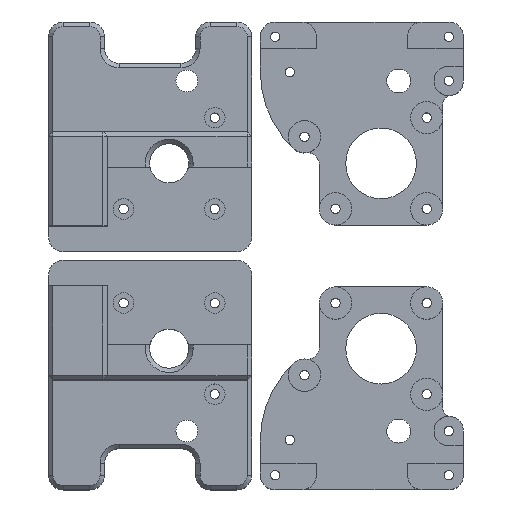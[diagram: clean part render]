
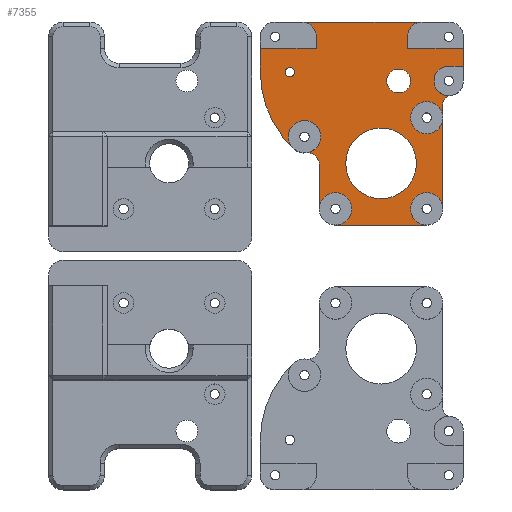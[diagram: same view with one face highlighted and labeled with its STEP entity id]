
A CAD part, top view. The second image highlights one B-rep face of the part: STEP entity #7355.
In plain terms, the highlighted face is planar.
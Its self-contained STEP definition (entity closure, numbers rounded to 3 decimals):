
#6561 = VERTEX_POINT('',#6562);
#6562 = CARTESIAN_POINT('',(83.6,8.,-3.2));
#6568 = EDGE_CURVE('',#6561,#6561,#6569,.T.);
#6569 = CIRCLE('',#6570,1.6);
#6570 = AXIS2_PLACEMENT_3D('',#6571,#6572,#6573);
#6571 = CARTESIAN_POINT('',(82.,8.,-3.2));
#6572 = DIRECTION('',(0.,0.,1.));
#6573 = DIRECTION('',(1.,0.,0.));
#6611 = VERTEX_POINT('',#6612);
#6612 = CARTESIAN_POINT('',(123.05,11.,-3.2));
#6618 = EDGE_CURVE('',#6611,#6611,#6619,.T.);
#6619 = CIRCLE('',#6620,4.05);
#6620 = AXIS2_PLACEMENT_3D('',#6621,#6622,#6623);
#6621 = CARTESIAN_POINT('',(119.,11.,-3.2));
#6622 = DIRECTION('',(0.,0.,1.));
#6623 = DIRECTION('',(1.,0.,0.));
#6736 = VERTEX_POINT('',#6737);
#6737 = CARTESIAN_POINT('',(125.,39.,-3.2));
#6743 = EDGE_CURVE('',#6736,#6736,#6744,.T.);
#6744 = CIRCLE('',#6745,12.);
#6745 = AXIS2_PLACEMENT_3D('',#6746,#6747,#6748);
#6746 = CARTESIAN_POINT('',(113.,39.,-3.2));
#6747 = DIRECTION('',(0.,0.,1.));
#6748 = DIRECTION('',(1.,0.,0.));
#6802 = VERTEX_POINT('',#6803);
#6803 = CARTESIAN_POINT('',(127.,-9.,-3.2));
#6809 = EDGE_CURVE('',#6810,#6802,#6812,.T.);
#6810 = VERTEX_POINT('',#6811);
#6811 = CARTESIAN_POINT('',(86.,-9.,-3.2));
#6812 = LINE('',#6813,#6814);
#6813 = CARTESIAN_POINT('',(77.,-9.,-3.2));
#6814 = VECTOR('',#6815,1.);
#6815 = DIRECTION('',(1.,0.,0.));
#6908 = VERTEX_POINT('',#6909);
#6909 = CARTESIAN_POINT('',(72.,0.,-3.2));
#6915 = EDGE_CURVE('',#6908,#6916,#6918,.T.);
#6916 = VERTEX_POINT('',#6917);
#6917 = CARTESIAN_POINT('',(72.,8.,-3.2));
#6918 = LINE('',#6919,#6920);
#6919 = CARTESIAN_POINT('',(72.,-4.,-3.2));
#6920 = VECTOR('',#6921,1.);
#6921 = DIRECTION('',(0.,1.,0.));
#6955 = VERTEX_POINT('',#6956);
#6956 = CARTESIAN_POINT('',(141.,6.,-3.2));
#6962 = EDGE_CURVE('',#6963,#6955,#6965,.T.);
#6963 = VERTEX_POINT('',#6964);
#6964 = CARTESIAN_POINT('',(141.,0.,-3.2));
#6965 = LINE('',#6966,#6967);
#6966 = CARTESIAN_POINT('',(141.,-4.,-3.2));
#6967 = VECTOR('',#6968,1.);
#6968 = DIRECTION('',(0.,1.,0.));
#6995 = VERTEX_POINT('',#6996);
#6996 = CARTESIAN_POINT('',(83.229,34.003,-3.2));
#7002 = EDGE_CURVE('',#6995,#6916,#7003,.T.);
#7003 = CIRCLE('',#7004,35.724);
#7004 = AXIS2_PLACEMENT_3D('',#7005,#7006,#7007);
#7005 = CARTESIAN_POINT('',(107.724,8.,-3.2));
#7006 = DIRECTION('',(0.,0.,1.));
#7007 = DIRECTION('',(1.,0.,0.));
#7020 = VERTEX_POINT('',#7021);
#7021 = CARTESIAN_POINT('',(136.625,15.961,-3.2));
#7039 = VERTEX_POINT('',#7040);
#7040 = CARTESIAN_POINT('',(136.,6.,-3.2));
#7046 = EDGE_CURVE('',#7020,#7039,#7047,.T.);
#7047 = CIRCLE('',#7048,5.);
#7048 = AXIS2_PLACEMENT_3D('',#7049,#7050,#7051);
#7049 = CARTESIAN_POINT('',(136.,11.,-3.2));
#7050 = DIRECTION('',(0.,0.,1.));
#7051 = DIRECTION('',(1.,0.,0.));
#7064 = VERTEX_POINT('',#7065);
#7065 = CARTESIAN_POINT('',(87.579,35.469,-3.2));
#7071 = EDGE_CURVE('',#7072,#7064,#7074,.T.);
#7072 = VERTEX_POINT('',#7073);
#7073 = CARTESIAN_POINT('',(92.5,30.,-3.2));
#7074 = CIRCLE('',#7075,5.5);
#7075 = AXIS2_PLACEMENT_3D('',#7076,#7077,#7078);
#7076 = CARTESIAN_POINT('',(87.,30.,-3.2));
#7077 = DIRECTION('',(0.,0.,1.));
#7078 = DIRECTION('',(1.,0.,0.));
#7095 = EDGE_CURVE('',#6995,#7072,#7096,.T.);
#7096 = CIRCLE('',#7097,5.5);
#7097 = AXIS2_PLACEMENT_3D('',#7098,#7099,#7100);
#7098 = CARTESIAN_POINT('',(87.,30.,-3.2));
#7099 = DIRECTION('',(0.,0.,1.));
#7100 = DIRECTION('',(1.,0.,0.));
#7111 = VERTEX_POINT('',#7112);
#7112 = CARTESIAN_POINT('',(134.,18.937,-3.2));
#7118 = EDGE_CURVE('',#7111,#7020,#7119,.T.);
#7119 = CIRCLE('',#7120,3.);
#7120 = AXIS2_PLACEMENT_3D('',#7121,#7122,#7123);
#7121 = CARTESIAN_POINT('',(137.,18.937,-3.2));
#7122 = DIRECTION('',(0.,0.,1.));
#7123 = DIRECTION('',(1.,0.,0.));
#7136 = EDGE_CURVE('',#7064,#7137,#7139,.T.);
#7137 = VERTEX_POINT('',#7138);
#7138 = CARTESIAN_POINT('',(92.,39.447,-3.2));
#7139 = CIRCLE('',#7140,4.);
#7140 = AXIS2_PLACEMENT_3D('',#7141,#7142,#7143);
#7141 = CARTESIAN_POINT('',(88.,39.447,-3.2));
#7142 = DIRECTION('',(0.,0.,1.));
#7143 = DIRECTION('',(1.,0.,0.));
#7161 = EDGE_CURVE('',#7111,#7162,#7164,.T.);
#7162 = VERTEX_POINT('',#7163);
#7163 = CARTESIAN_POINT('',(134.,23.5,-3.2));
#7164 = LINE('',#7165,#7166);
#7165 = CARTESIAN_POINT('',(134.,18.937,-3.2));
#7166 = VECTOR('',#7167,1.);
#7167 = DIRECTION('',(0.,1.,0.));
#7169 = EDGE_CURVE('',#7162,#7170,#7172,.T.);
#7170 = VERTEX_POINT('',#7171);
#7171 = CARTESIAN_POINT('',(134.,54.5,-3.2));
#7172 = LINE('',#7173,#7174);
#7173 = CARTESIAN_POINT('',(134.,18.937,-3.2));
#7174 = VECTOR('',#7175,1.);
#7175 = DIRECTION('',(0.,1.,0.));
#7193 = EDGE_CURVE('',#7137,#7194,#7196,.T.);
#7194 = VERTEX_POINT('',#7195);
#7195 = CARTESIAN_POINT('',(92.,54.5,-3.2));
#7196 = LINE('',#7197,#7198);
#7197 = CARTESIAN_POINT('',(92.,39.447,-3.2));
#7198 = VECTOR('',#7199,1.);
#7199 = DIRECTION('',(0.,1.,0.));
#7217 = VERTEX_POINT('',#7218);
#7218 = CARTESIAN_POINT('',(128.5,60.,-3.2));
#7241 = EDGE_CURVE('',#7217,#7170,#7242,.T.);
#7242 = CIRCLE('',#7243,5.5);
#7243 = AXIS2_PLACEMENT_3D('',#7244,#7245,#7246);
#7244 = CARTESIAN_POINT('',(128.5,54.5,-3.2));
#7245 = DIRECTION('',(0.,0.,1.));
#7246 = DIRECTION('',(1.,0.,0.));
#7259 = VERTEX_POINT('',#7260);
#7260 = CARTESIAN_POINT('',(97.5,60.,-3.2));
#7266 = EDGE_CURVE('',#7267,#7259,#7269,.T.);
#7267 = VERTEX_POINT('',#7268);
#7268 = CARTESIAN_POINT('',(103.,54.5,-3.2));
#7269 = CIRCLE('',#7270,5.5);
#7270 = AXIS2_PLACEMENT_3D('',#7271,#7272,#7273);
#7271 = CARTESIAN_POINT('',(97.5,54.5,-3.2));
#7272 = DIRECTION('',(0.,0.,1.));
#7273 = DIRECTION('',(1.,0.,0.));
#7290 = EDGE_CURVE('',#7194,#7267,#7291,.T.);
#7291 = CIRCLE('',#7292,5.5);
#7292 = AXIS2_PLACEMENT_3D('',#7293,#7294,#7295);
#7293 = CARTESIAN_POINT('',(97.5,54.5,-3.2));
#7294 = DIRECTION('',(0.,0.,1.));
#7295 = DIRECTION('',(1.,0.,0.));
#7306 = EDGE_CURVE('',#7259,#7217,#7307,.T.);
#7307 = LINE('',#7308,#7309);
#7308 = CARTESIAN_POINT('',(97.5,60.,-3.2));
#7309 = VECTOR('',#7310,1.);
#7310 = DIRECTION('',(1.,0.,0.));
#7355 = ADVANCED_FACE('',(#7356,#7426,#7429,#7432,#7441),#7444,.T.);
#7356 = FACE_BOUND('',#7357,.F.);
#7357 = EDGE_LOOP('',(#7358,#7359,#7367,#7375,#7382,#7383,#7392,#7400,
    #7406,#7407,#7413,#7414,#7415,#7416,#7417,#7418,#7419,#7420,#7421,
    #7422,#7423,#7424,#7425));
#7358 = ORIENTED_EDGE('',*,*,#6915,.F.);
#7359 = ORIENTED_EDGE('',*,*,#7360,.T.);
#7360 = EDGE_CURVE('',#6908,#7361,#7363,.T.);
#7361 = VERTEX_POINT('',#7362);
#7362 = CARTESIAN_POINT('',(91.,0.,-3.2));
#7363 = LINE('',#7364,#7365);
#7364 = CARTESIAN_POINT('',(72.,0.,-3.2));
#7365 = VECTOR('',#7366,1.);
#7366 = DIRECTION('',(1.,0.,0.));
#7367 = ORIENTED_EDGE('',*,*,#7368,.F.);
#7368 = EDGE_CURVE('',#7369,#7361,#7371,.T.);
#7369 = VERTEX_POINT('',#7370);
#7370 = CARTESIAN_POINT('',(91.,-4.,-3.2));
#7371 = LINE('',#7372,#7373);
#7372 = CARTESIAN_POINT('',(91.,-4.,-3.2));
#7373 = VECTOR('',#7374,1.);
#7374 = DIRECTION('',(0.,1.,0.));
#7375 = ORIENTED_EDGE('',*,*,#7376,.F.);
#7376 = EDGE_CURVE('',#6810,#7369,#7377,.T.);
#7377 = CIRCLE('',#7378,5.);
#7378 = AXIS2_PLACEMENT_3D('',#7379,#7380,#7381);
#7379 = CARTESIAN_POINT('',(86.,-4.,-3.2));
#7380 = DIRECTION('',(0.,0.,1.));
#7381 = DIRECTION('',(1.,0.,0.));
#7382 = ORIENTED_EDGE('',*,*,#6809,.T.);
#7383 = ORIENTED_EDGE('',*,*,#7384,.F.);
#7384 = EDGE_CURVE('',#7385,#6802,#7387,.T.);
#7385 = VERTEX_POINT('',#7386);
#7386 = CARTESIAN_POINT('',(122.,-4.,-3.2));
#7387 = CIRCLE('',#7388,5.);
#7388 = AXIS2_PLACEMENT_3D('',#7389,#7390,#7391);
#7389 = CARTESIAN_POINT('',(127.,-4.,-3.2));
#7390 = DIRECTION('',(0.,0.,1.));
#7391 = DIRECTION('',(1.,0.,0.));
#7392 = ORIENTED_EDGE('',*,*,#7393,.F.);
#7393 = EDGE_CURVE('',#7394,#7385,#7396,.T.);
#7394 = VERTEX_POINT('',#7395);
#7395 = CARTESIAN_POINT('',(122.,0.,-3.2));
#7396 = LINE('',#7397,#7398);
#7397 = CARTESIAN_POINT('',(122.,0.,-3.2));
#7398 = VECTOR('',#7399,1.);
#7399 = DIRECTION('',(-0.,-1.,-0.));
#7400 = ORIENTED_EDGE('',*,*,#7401,.F.);
#7401 = EDGE_CURVE('',#6963,#7394,#7402,.T.);
#7402 = LINE('',#7403,#7404);
#7403 = CARTESIAN_POINT('',(141.,0.,-3.2));
#7404 = VECTOR('',#7405,1.);
#7405 = DIRECTION('',(-1.,-0.,-0.));
#7406 = ORIENTED_EDGE('',*,*,#6962,.T.);
#7407 = ORIENTED_EDGE('',*,*,#7408,.F.);
#7408 = EDGE_CURVE('',#7039,#6955,#7409,.T.);
#7409 = LINE('',#7410,#7411);
#7410 = CARTESIAN_POINT('',(136.,6.,-3.2));
#7411 = VECTOR('',#7412,1.);
#7412 = DIRECTION('',(1.,0.,0.));
#7413 = ORIENTED_EDGE('',*,*,#7046,.F.);
#7414 = ORIENTED_EDGE('',*,*,#7118,.F.);
#7415 = ORIENTED_EDGE('',*,*,#7161,.T.);
#7416 = ORIENTED_EDGE('',*,*,#7169,.T.);
#7417 = ORIENTED_EDGE('',*,*,#7241,.F.);
#7418 = ORIENTED_EDGE('',*,*,#7306,.F.);
#7419 = ORIENTED_EDGE('',*,*,#7266,.F.);
#7420 = ORIENTED_EDGE('',*,*,#7290,.F.);
#7421 = ORIENTED_EDGE('',*,*,#7193,.F.);
#7422 = ORIENTED_EDGE('',*,*,#7136,.F.);
#7423 = ORIENTED_EDGE('',*,*,#7071,.F.);
#7424 = ORIENTED_EDGE('',*,*,#7095,.F.);
#7425 = ORIENTED_EDGE('',*,*,#7002,.T.);
#7426 = FACE_BOUND('',#7427,.F.);
#7427 = EDGE_LOOP('',(#7428));
#7428 = ORIENTED_EDGE('',*,*,#6568,.F.);
#7429 = FACE_BOUND('',#7430,.F.);
#7430 = EDGE_LOOP('',(#7431));
#7431 = ORIENTED_EDGE('',*,*,#6618,.F.);
#7432 = FACE_BOUND('',#7433,.F.);
#7433 = EDGE_LOOP('',(#7434));
#7434 = ORIENTED_EDGE('',*,*,#7435,.F.);
#7435 = EDGE_CURVE('',#7162,#7162,#7436,.T.);
#7436 = CIRCLE('',#7437,5.5);
#7437 = AXIS2_PLACEMENT_3D('',#7438,#7439,#7440);
#7438 = CARTESIAN_POINT('',(128.5,23.5,-3.2));
#7439 = DIRECTION('',(0.,0.,1.));
#7440 = DIRECTION('',(1.,0.,0.));
#7441 = FACE_BOUND('',#7442,.F.);
#7442 = EDGE_LOOP('',(#7443));
#7443 = ORIENTED_EDGE('',*,*,#6743,.F.);
#7444 = PLANE('',#7445);
#7445 = AXIS2_PLACEMENT_3D('',#7446,#7447,#7448);
#7446 = CARTESIAN_POINT('',(109.135,23.97,-3.2));
#7447 = DIRECTION('',(-0.,-0.,-1.));
#7448 = DIRECTION('',(-1.,0.,0.));
